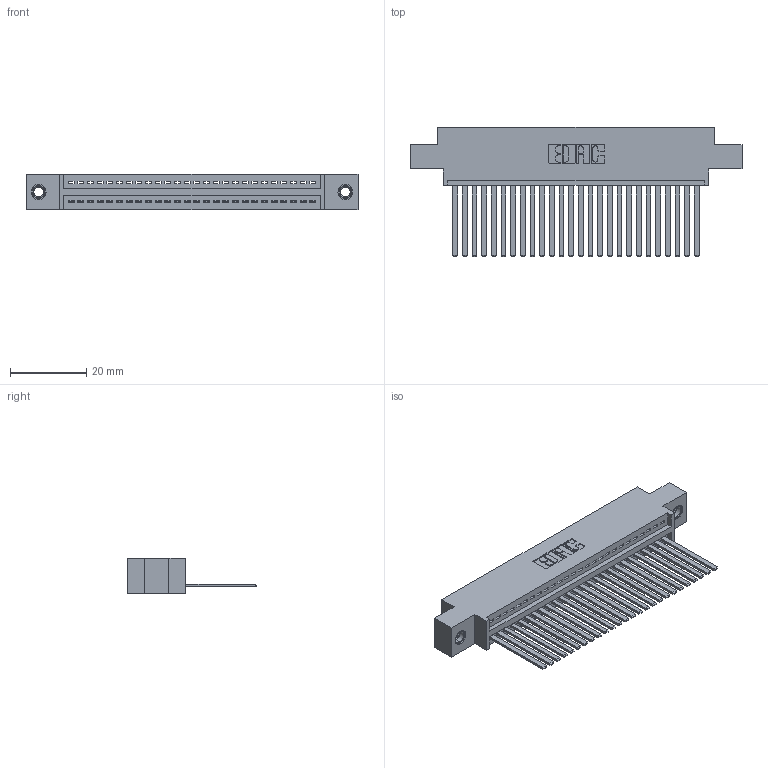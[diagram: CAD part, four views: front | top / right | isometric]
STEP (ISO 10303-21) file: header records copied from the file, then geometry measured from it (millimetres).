
FILE_DESCRIPTION (( 'STEP AP203' ), '1' );
FILE_NAME ('395-026-544-607.STEP', '2019-10-18T13:39:02', ( '' ), ( '' ), 'SwSTEP 2.0', 'SolidWorks 2016', '' );
FILE_SCHEMA (( 'CONFIG_CONTROL_DESIGN' ));
Length unit declared in the file: inch
Products named in the file (4): 395-026-544-607; 345-250-001_345-250-005-103; 345-292-001_345-293-144; 345 Part_0.170 Offset - 0.156 Dia-TI
Assembly tree (29 placements, depth 2):
  395-026-544-607
    345 Part_0.170 Offset - 0.156 Dia-TI
    345-292-001_345-293-144  x26
    345-250-001_345-250-005-103  x2
Bounding box: 87.25 x 33.96 x 9.4 mm (x, y, z)
Volume: 8330.1 mm3; surface area: 11915.6 mm2
Topology: 29 solids, 29 shells, 1542 faces, 4597 edges, 3022 vertices
Faces by surface type: plane 1052, cylinder 474, cone 12, torus 4
Entity records: 22856 total; most frequent: CARTESIAN_POINT 3941, ORIENTED_EDGE 3894, DIRECTION 3489, EDGE_CURVE 1947, VECTOR 1695, LINE 1695, VERTEX_POINT 1292, AXIS2_PLACEMENT_3D 897
